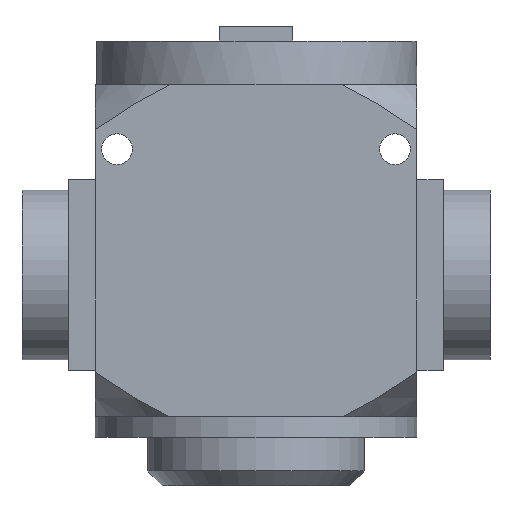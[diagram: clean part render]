
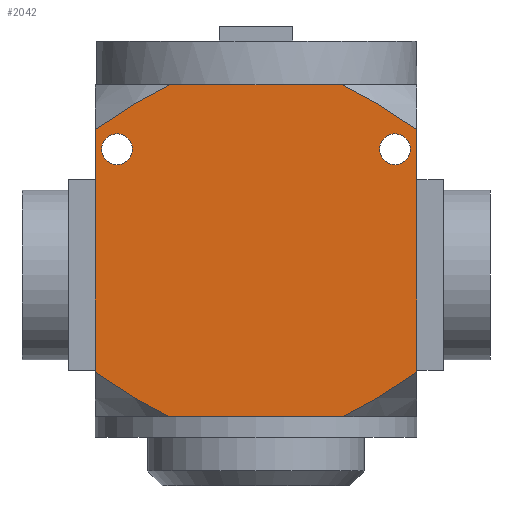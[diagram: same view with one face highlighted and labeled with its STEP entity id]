
A CAD part, front view. The second image highlights one B-rep face of the part: STEP entity #2042.
In plain terms, the highlighted planar face has unit normal (0, -1, 0).
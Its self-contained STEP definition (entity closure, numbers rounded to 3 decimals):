
#105=CARTESIAN_POINT('',(52.75,-55.,91.5));
#106=VERTEX_POINT('',#105);
#107=CARTESIAN_POINT('',(47.5,-55.0,91.5));
#108=DIRECTION('',(0.0,1.0,0.0));
#109=DIRECTION('',(1.0,0.0,0.0));
#110=AXIS2_PLACEMENT_3D('',#107,#108,#109);
#111=CIRCLE('',#110,5.25);
#112=EDGE_CURVE('',#106,#106,#111,.T.);
#154=CARTESIAN_POINT('',(-42.25,-55.0,91.5));
#155=VERTEX_POINT('',#154);
#156=CARTESIAN_POINT('',(-47.5,-55.0,91.5));
#157=DIRECTION('',(0.0,1.0,0.0));
#158=DIRECTION('',(1.0,0.0,0.0));
#159=AXIS2_PLACEMENT_3D('',#156,#157,#158);
#160=CIRCLE('',#159,5.25);
#161=EDGE_CURVE('',#155,#155,#160,.T.);
#1420=CARTESIAN_POINT('',(0.,-55.0,113.5));
#1421=VERTEX_POINT('',#1420);
#1560=CARTESIAN_POINT('',(29.686,-55.0,113.5));
#1561=VERTEX_POINT('',#1560);
#1562=CARTESIAN_POINT('',(29.686,-55.0,113.5));
#1563=DIRECTION('',(-1.0,0.0,0.0));
#1564=VECTOR('',#1563,29.686);
#1565=LINE('',#1562,#1564);
#1566=EDGE_CURVE('',#1561,#1421,#1565,.T.);
#1617=CARTESIAN_POINT('',(-29.686,-55.0,113.5));
#1618=VERTEX_POINT('',#1617);
#1626=CARTESIAN_POINT('',(0.,-55.0,113.5));
#1627=DIRECTION('',(-1.0,0.0,0.0));
#1628=VECTOR('',#1627,29.686);
#1629=LINE('',#1626,#1628);
#1630=EDGE_CURVE('',#1421,#1618,#1629,.T.);
#1770=CARTESIAN_POINT('',(-55.,-55.,15.282));
#1771=VERTEX_POINT('',#1770);
#1785=CARTESIAN_POINT('',(-29.686,-55.0,0.0));
#1786=VERTEX_POINT('',#1785);
#1794=CARTESIAN_POINT('',(-55.,-55.,15.282));
#1795=CARTESIAN_POINT('',(-40.964,-55.0,5.357));
#1796=CARTESIAN_POINT('',(-29.686,-55.0,0.));
#1804=(BOUNDED_CURVE()B_SPLINE_CURVE(2,(#1794,#1795,#1796),.UNSPECIFIED.,.F.,.U.)B_SPLINE_CURVE_WITH_KNOTS((3,3),(0.681,3.762),.UNSPECIFIED.)CURVE()GEOMETRIC_REPRESENTATION_ITEM()RATIONAL_B_SPLINE_CURVE((1.007,1.02,1.0))REPRESENTATION_ITEM(''));
#1805=EDGE_CURVE('',#1771,#1786,#1804,.T.);
#1815=CARTESIAN_POINT('',(29.686,-55.0,0.0));
#1816=VERTEX_POINT('',#1815);
#1817=CARTESIAN_POINT('',(55.0,-55.0,15.282));
#1818=VERTEX_POINT('',#1817);
#1819=CARTESIAN_POINT('',(29.686,-55.0,0.0));
#1820=CARTESIAN_POINT('',(40.964,-55.0,5.357));
#1821=CARTESIAN_POINT('',(55.0,-55.0,15.282));
#1829=(BOUNDED_CURVE()B_SPLINE_CURVE(2,(#1819,#1820,#1821),.UNSPECIFIED.,.F.,.U.)B_SPLINE_CURVE_WITH_KNOTS((3,3),(0.0,3.081),.UNSPECIFIED.)CURVE()GEOMETRIC_REPRESENTATION_ITEM()RATIONAL_B_SPLINE_CURVE((1.0,1.02,1.007))REPRESENTATION_ITEM(''));
#1830=EDGE_CURVE('',#1816,#1818,#1829,.T.);
#1936=CARTESIAN_POINT('',(-55.,-55.,98.218));
#1937=VERTEX_POINT('',#1936);
#1951=CARTESIAN_POINT('',(-29.686,-55.0,113.5));
#1952=CARTESIAN_POINT('',(-40.964,-55.0,108.143));
#1953=CARTESIAN_POINT('',(-55.,-55.,98.218));
#1961=(BOUNDED_CURVE()B_SPLINE_CURVE(2,(#1951,#1952,#1953),.UNSPECIFIED.,.F.,.U.)B_SPLINE_CURVE_WITH_KNOTS((3,3),(0.0,3.081),.UNSPECIFIED.)CURVE()GEOMETRIC_REPRESENTATION_ITEM()RATIONAL_B_SPLINE_CURVE((1.0,1.02,1.007))REPRESENTATION_ITEM(''));
#1962=EDGE_CURVE('',#1618,#1937,#1961,.T.);
#1973=CARTESIAN_POINT('',(55.0,-55.0,98.218));
#1974=VERTEX_POINT('',#1973);
#1975=CARTESIAN_POINT('',(55.0,-55.0,98.218));
#1976=CARTESIAN_POINT('',(40.964,-55.0,108.143));
#1977=CARTESIAN_POINT('',(29.686,-55.0,113.5));
#1985=(BOUNDED_CURVE()B_SPLINE_CURVE(2,(#1975,#1976,#1977),.UNSPECIFIED.,.F.,.U.)B_SPLINE_CURVE_WITH_KNOTS((3,3),(0.681,3.762),.UNSPECIFIED.)CURVE()GEOMETRIC_REPRESENTATION_ITEM()RATIONAL_B_SPLINE_CURVE((1.007,1.02,1.0))REPRESENTATION_ITEM(''));
#1986=EDGE_CURVE('',#1974,#1561,#1985,.T.);
#2005=CARTESIAN_POINT('',(55.0,-55.0,0.0));
#2006=DIRECTION('',(0.0,-1.0,0.0));
#2007=DIRECTION('',(0.0,0.0,-1.0));
#2008=AXIS2_PLACEMENT_3D('',#2005,#2006,#2007);
#2009=PLANE('',#2008);
#2010=ORIENTED_EDGE('',*,*,#1830,.T.);
#2011=CARTESIAN_POINT('',(55.0,-55.0,15.282));
#2012=DIRECTION('',(0.0,0.0,1.0));
#2013=VECTOR('',#2012,82.937);
#2014=LINE('',#2011,#2013);
#2015=EDGE_CURVE('',#1818,#1974,#2014,.T.);
#2016=ORIENTED_EDGE('',*,*,#2015,.T.);
#2017=ORIENTED_EDGE('',*,*,#1986,.T.);
#2018=ORIENTED_EDGE('',*,*,#1566,.T.);
#2019=ORIENTED_EDGE('',*,*,#1630,.T.);
#2020=ORIENTED_EDGE('',*,*,#1962,.T.);
#2021=CARTESIAN_POINT('',(-55.,-55.,15.282));
#2022=DIRECTION('',(0.0,0.0,1.0));
#2023=VECTOR('',#2022,82.937);
#2024=LINE('',#2021,#2023);
#2025=EDGE_CURVE('',#1771,#1937,#2024,.T.);
#2026=ORIENTED_EDGE('',*,*,#2025,.F.);
#2027=ORIENTED_EDGE('',*,*,#1805,.T.);
#2028=CARTESIAN_POINT('',(29.686,-55.0,0.0));
#2029=DIRECTION('',(-1.0,0.0,0.0));
#2030=VECTOR('',#2029,59.372);
#2031=LINE('',#2028,#2030);
#2032=EDGE_CURVE('',#1816,#1786,#2031,.T.);
#2033=ORIENTED_EDGE('',*,*,#2032,.F.);
#2034=EDGE_LOOP('',(#2010,#2016,#2017,#2018,#2019,#2020,#2026,#2027,#2033));
#2035=FACE_OUTER_BOUND('',#2034,.T.);
#2036=ORIENTED_EDGE('',*,*,#112,.T.);
#2037=EDGE_LOOP('',(#2036));
#2038=FACE_BOUND('',#2037,.T.);
#2039=ORIENTED_EDGE('',*,*,#161,.T.);
#2040=EDGE_LOOP('',(#2039));
#2041=FACE_BOUND('',#2040,.T.);
#2042=ADVANCED_FACE('',(#2035,#2038,#2041),#2009,.T.);
